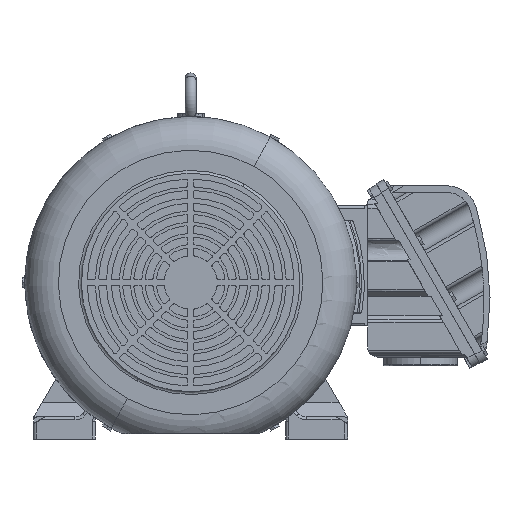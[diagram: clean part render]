
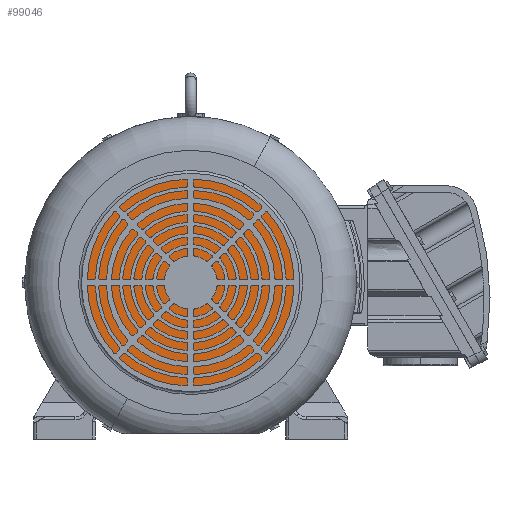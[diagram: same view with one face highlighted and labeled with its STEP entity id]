
A CAD part, left-side view. The second image highlights one B-rep face of the part: STEP entity #99046.
In plain terms, the highlighted planar face has unit normal (-1, 0, 0).
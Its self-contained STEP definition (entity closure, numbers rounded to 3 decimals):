
#8605=CARTESIAN_POINT('Axis2P3D Location',(-389.75,0.,233.)) ;
#99010=CARTESIAN_POINT('Axis2P3D Location',(-389.75,0.,0.)) ;
#99014=CARTESIAN_POINT('Vertex',(-389.75,228.,0.)) ;
#99016=CARTESIAN_POINT('Vertex',(-389.75,-228.,0.)) ;
#99019=CARTESIAN_POINT('Axis2P3D Location',(-389.75,0.,0.)) ;
#99028=CARTESIAN_POINT('Axis2P3D Location',(-389.75,0.,0.)) ;
#99032=CARTESIAN_POINT('Vertex',(-389.75,35.,0.)) ;
#99034=CARTESIAN_POINT('Vertex',(-389.75,-35.,0.)) ;
#99037=CARTESIAN_POINT('Axis2P3D Location',(-389.75,0.,0.)) ;
#8606=DIRECTION('Axis2P3D Direction',(1.,0.,0.)) ;
#8607=DIRECTION('Axis2P3D XDirection',(0.,1.,0.)) ;
#99011=DIRECTION('Axis2P3D Direction',(1.,0.,0.)) ;
#99020=DIRECTION('Axis2P3D Direction',(1.,0.,0.)) ;
#99029=DIRECTION('Axis2P3D Direction',(1.,0.,0.)) ;
#99038=DIRECTION('Axis2P3D Direction',(1.,0.,0.)) ;
#8608=AXIS2_PLACEMENT_3D('Plane Axis2P3D',#8605,#8606,#8607) ;
#99012=AXIS2_PLACEMENT_3D('Circle Axis2P3D',#99010,#99011,$) ;
#99021=AXIS2_PLACEMENT_3D('Circle Axis2P3D',#99019,#99020,$) ;
#99030=AXIS2_PLACEMENT_3D('Circle Axis2P3D',#99028,#99029,$) ;
#99039=AXIS2_PLACEMENT_3D('Circle Axis2P3D',#99037,#99038,$) ;
#99025=ORIENTED_EDGE('',*,*,#99018,.F.) ;
#99026=ORIENTED_EDGE('',*,*,#99023,.F.) ;
#99043=ORIENTED_EDGE('',*,*,#99036,.T.) ;
#99044=ORIENTED_EDGE('',*,*,#99041,.T.) ;
#99045=FACE_BOUND('',#99042,.T.) ;
#99046=ADVANCED_FACE('\X2\51434EF6672C9AD4\X0\',(#99027,#99045),#8609,.F.) ;
#99013=CIRCLE('generated circle',#99012,228.) ;
#99022=CIRCLE('generated circle',#99021,228.) ;
#99031=CIRCLE('generated circle',#99030,35.) ;
#99040=CIRCLE('generated circle',#99039,35.) ;
#99018=EDGE_CURVE('',#99015,#99017,#99013,.T.) ;
#99023=EDGE_CURVE('',#99017,#99015,#99022,.T.) ;
#99036=EDGE_CURVE('',#99033,#99035,#99031,.T.) ;
#99041=EDGE_CURVE('',#99035,#99033,#99040,.T.) ;
#99024=EDGE_LOOP('',(#99025,#99026)) ;
#99042=EDGE_LOOP('',(#99043,#99044)) ;
#99027=FACE_OUTER_BOUND('',#99024,.T.) ;
#8609=PLANE('',#8608) ;
#99015=VERTEX_POINT('',#99014) ;
#99017=VERTEX_POINT('',#99016) ;
#99033=VERTEX_POINT('',#99032) ;
#99035=VERTEX_POINT('',#99034) ;
